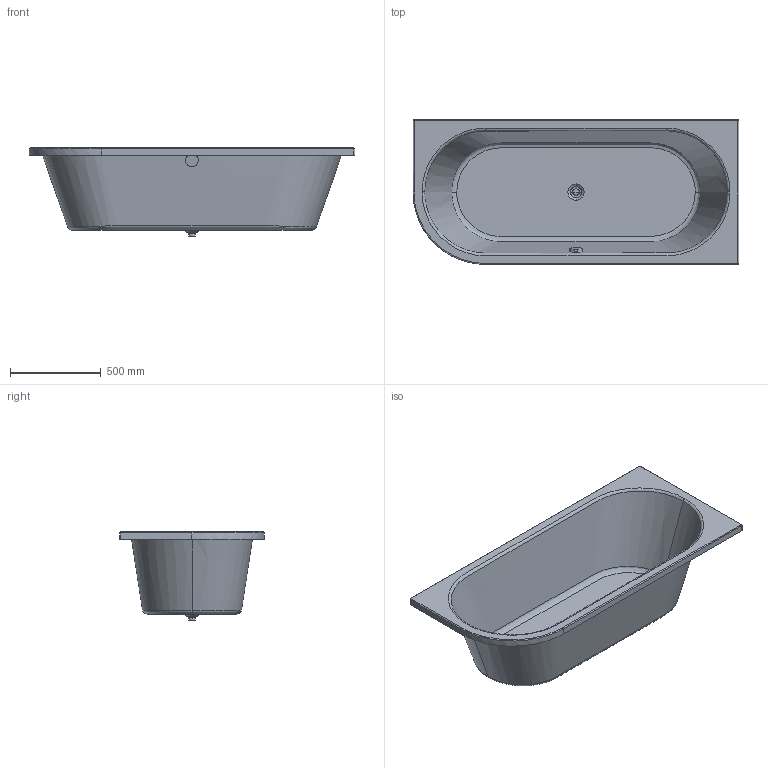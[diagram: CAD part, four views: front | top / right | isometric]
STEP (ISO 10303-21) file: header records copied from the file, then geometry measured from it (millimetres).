
FILE_DESCRIPTION(/* description */ (''),/* implementation_level */ '2;1');
FILE_NAME(/* name */ 'coma_P',/* time_stamp */ '2016-11-29T09:44:17+01:00',/* author */ (''),/* organization */ (''),/* preprocessor_version */ 'ST-DEVELOPER v15',/* originating_system */ '',/* authorisation */ '');
FILE_SCHEMA (('AUTOMOTIVE_DESIGN'));
Length unit declared in the file: millimetre
Products named in the file (1): Document
Bounding box: 1800 x 800 x 486.2 mm (x, y, z)
Volume: 8554.5 mm3; surface area: 5876568 mm2
Topology: 2 solids, 6 shells, 70 faces, 183 edges, 104 vertices
Faces by surface type: bspline 53, plane 17
Entity records: 47283 total; most frequent: CARTESIAN_POINT 46262, ORIENTED_EDGE 298, EDGE_CURVE 165, VERTEX_POINT 104, B_SPLINE_CURVE_WITH_KNOTS 98, EDGE_LOOP 79, ADVANCED_FACE 70, FACE_OUTER_BOUND 70
